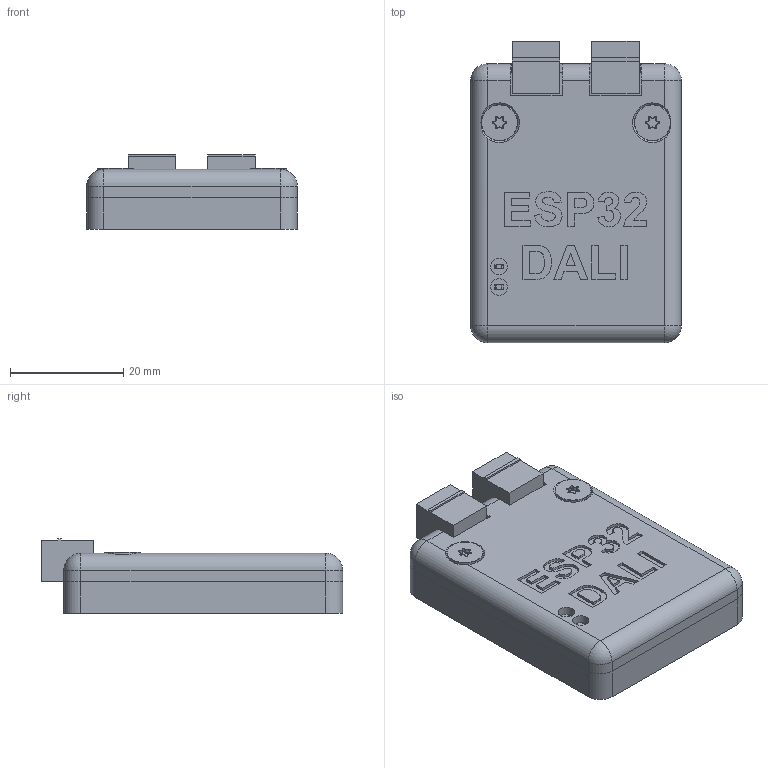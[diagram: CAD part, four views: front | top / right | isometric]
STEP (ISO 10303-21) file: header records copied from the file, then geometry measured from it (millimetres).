
FILE_DESCRIPTION(/* description */ (''),/* implementation_level */ '2;1');
FILE_NAME(/* name */ 'ESP32_Dali.step',/* time_stamp */ '2024-09-26T20:34:03+03:00',/* author */ (''),/* organization */ (''),/* preprocessor_version */ 'ST-DEVELOPER v20',/* originating_system */ 'Autodesk Translation Framework v13.20.0.188',/* authorisation */ '');
FILE_SCHEMA (('AUTOMOTIVE_DESIGN { 1 0 10303 214 3 1 1 }'));
Length unit declared in the file: millimetre
Products named in the file (66): ESP32 Dali; Top; ESPDali; ESP32-WROOM-32; SOLID (13); SOT-89-3; R_0603_1608Metric; R_0603_1608Metric_1; PhoenixContact_MC_1,5_2-G-3.5_1x02_P3.50mm_Horizontal; SOT-89-3_1; COMPOUND; LED_0603_1608Metric; R_0603_1608Metric_2; C_0603_1608Metric; C_0603_1608Metric_1; PhoenixContact_MC_1,5_2-G-3.5_1x02_P3.50mm_Horizontal_1; SOLID (1); LED_0603_1608Metric_1; SOT-23; SOLID (4); R_0603_1608Metric_3; R_0603_1608Metric_4; LED_0603_1608Metric_2; SOLID (2); R_0805_2012Metric; SOIC-4_ONS; COMPOUND (1); D_SOD-323; R_0603_1608Metric_5; R_0603_1608Metric_6; R_0603_1608Metric_7; R_0603_1608Metric_8; D_SOD-323_1; SOLID (7); C_0805_2012Metric; C_0603_1608Metric_2; C_0805_2012Metric_1; R_0603_1608Metric_9; R_0603_1608Metric_10; C_0603_1608Metric_3 ...
Assembly tree (96 placements, depth 4):
  ESP32 Dali
    Top
    ESPDali
      ESP32-WROOM-32
        SOLID (13)
      SOT-89-3
        COMPOUND
      R_0603_1608Metric
        SOLID
      R_0603_1608Metric_1
        SOLID
      PhoenixContact_MC_1,5_2-G-3.5_1x02_P3.50mm_Horizontal
        SOLID (1)
      SOT-89-3_1
        COMPOUND
      LED_0603_1608Metric
        SOLID (2)
      R_0603_1608Metric_2
        SOLID
      C_0603_1608Metric
        SOLID (3)
      C_0603_1608Metric_1
        SOLID (3)
      PhoenixContact_MC_1,5_2-G-3.5_1x02_P3.50mm_Horizontal_1
        SOLID (1)
      LED_0603_1608Metric_1
        SOLID (2)
      SOT-23
        SOLID (4)
      R_0603_1608Metric_3
        SOLID
      R_0603_1608Metric_4
        SOLID
      LED_0603_1608Metric_2
        SOLID (2)
      R_0805_2012Metric
        SOLID (5)
      SOIC-4_ONS
        COMPOUND (1)
      D_SOD-323
        SOLID (7)
      R_0603_1608Metric_5
        SOLID
      R_0603_1608Metric_6
        SOLID
      R_0603_1608Metric_7
        SOLID
      R_0603_1608Metric_8
        SOLID
      D_SOD-323_1
        SOLID (7)
      C_0805_2012Metric
        SOLID (8)
      C_0603_1608Metric_2
        SOLID (3)
      C_0805_2012Metric_1
        SOLID (8)
      R_0603_1608Metric_9
        SOLID
      R_0603_1608Metric_10
Bounding box: 37.2 x 53.17 x 13.2 mm (x, y, z)
Volume: 12028.4 mm3; surface area: 17555.9 mm2
Topology: 65 solids, 66 shells, 2867 faces, 7240 edges, 4550 vertices
Faces by surface type: plane 2151, cylinder 557, bspline 99, torus 34, cone 14, sphere 12
Full cylindrical faces by diameter (mm): 0.21 x1, 0.4 x12, 0.7 x2, 0.8 x2, 1 x3, 1.2 x4, 2.6 x2, 2.9 x2, 3 x2, 3.2 x4, 6.4 x2
Entity records: 59230 total; most frequent: CARTESIAN_POINT 11393, ORIENTED_EDGE 9430, DIRECTION 9125, EDGE_CURVE 4715, LINE 3789, VECTOR 3789, VERTEX_POINT 2925, AXIS2_PLACEMENT_3D 2668
